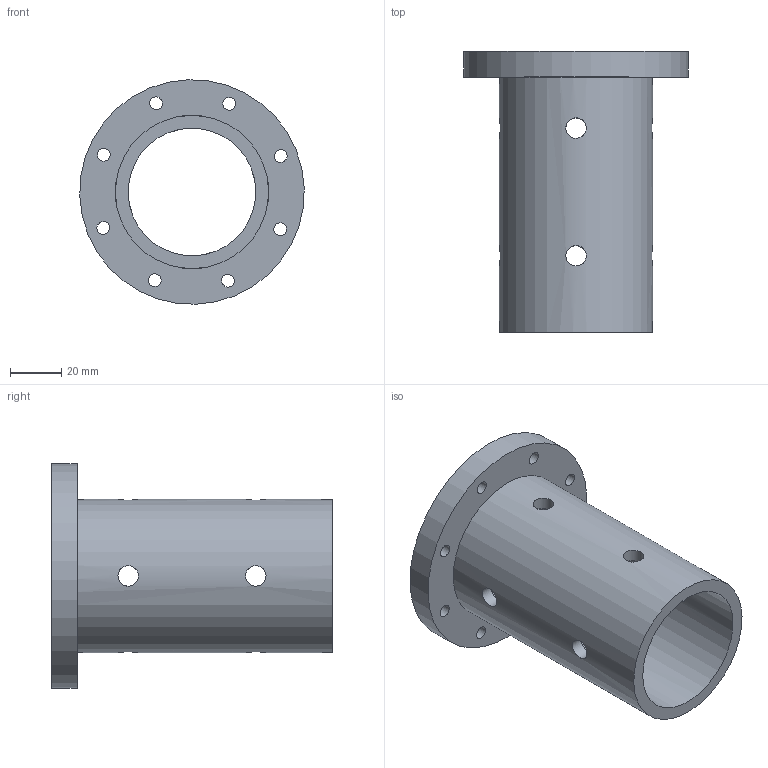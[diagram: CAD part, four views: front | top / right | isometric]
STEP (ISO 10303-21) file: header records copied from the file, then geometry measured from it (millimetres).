
FILE_DESCRIPTION(/* description */ (''),/* implementation_level */ '2;1');
FILE_NAME(/* name */ 'bottomPoleAdapter.step',/* time_stamp */ '2019-02-27T19:16:52+07:00',/* author */ (''),/* organization */ (''),/* preprocessor_version */ 'ST-DEVELOPER v17.2',/* originating_system */ 'Autodesk Translation Framework v7.6.0.251',/* authorisation */ '');
FILE_SCHEMA (('AUTOMOTIVE_DESIGN { 1 0 10303 214 3 1 1 }'));
Length unit declared in the file: millimetre
Products named in the file (1): base1
Bounding box: 87.94 x 110 x 87.94 mm (x, y, z)
Volume: 123993.6 mm3; surface area: 48277.2 mm2
Topology: 1 solids, 1 shells, 22 faces, 57 edges, 38 vertices
Faces by surface type: cylinder 19, plane 3
Full cylindrical faces by diameter (mm): 5 x8, 8 x8, 50 x1, 60 x1, 88 x1
Entity records: 1297 total; most frequent: CARTESIAN_POINT 646, ORIENTED_EDGE 114, DIRECTION 109, EDGE_LOOP 57, EDGE_CURVE 57, AXIS2_PLACEMENT_3D 45, VERTEX_POINT 38, FACE_BOUND 35
